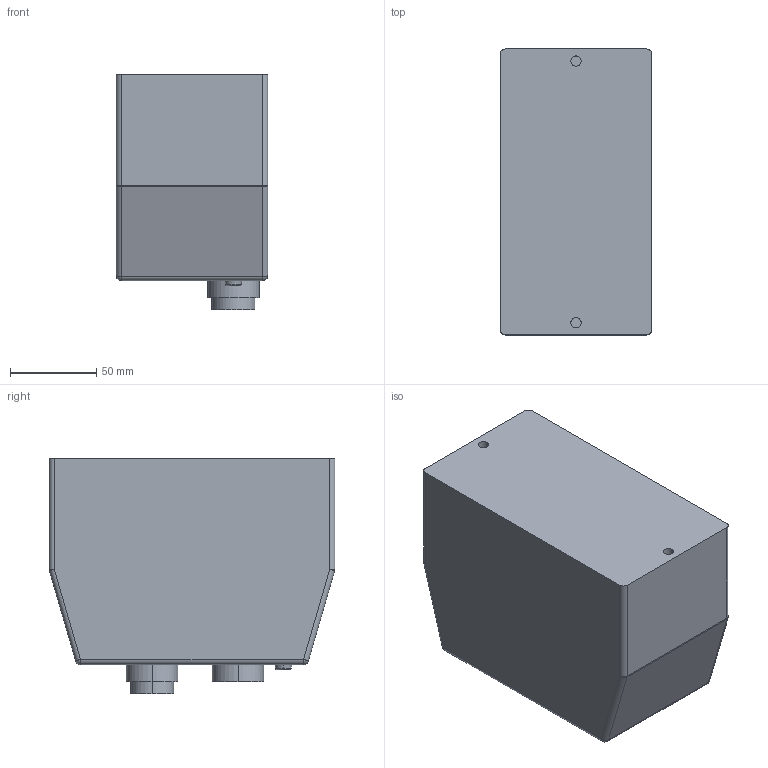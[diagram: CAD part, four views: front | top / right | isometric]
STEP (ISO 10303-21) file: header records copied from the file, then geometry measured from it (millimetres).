
FILE_DESCRIPTION (( 'STEP AP214' ), '1' );
FILE_NAME ('Ïóñêàòåëü â êîðïóñå ÊÌÝ 9À, 12À, 18À.STEP', '2018-06-19T07:33:48', ( '' ), ( '' ), 'SwSTEP 2.0', 'SolidWorks 2017', '' );
FILE_SCHEMA (( 'AUTOMOTIVE_DESIGN' ));
Length unit declared in the file: millimetre
Products named in the file (1): Ïóñêàòåëü â êîðïóñå ÊÌÝ 9À, 12À, 18À
Bounding box: 88 x 166 x 137 mm (x, y, z)
Volume: 1689220.3 mm3; surface area: 91720.3 mm2
Topology: 1 solids, 1 shells, 70 faces, 146 edges, 86 vertices
Faces by surface type: cylinder 34, plane 24, sphere 8, torus 2, cone 2
Entity records: 1868 total; most frequent: DIRECTION 360, CARTESIAN_POINT 299, ORIENTED_EDGE 284, AXIS2_PLACEMENT_3D 147, EDGE_CURVE 142, VERTEX_POINT 86, EDGE_LOOP 82, CIRCLE 76
